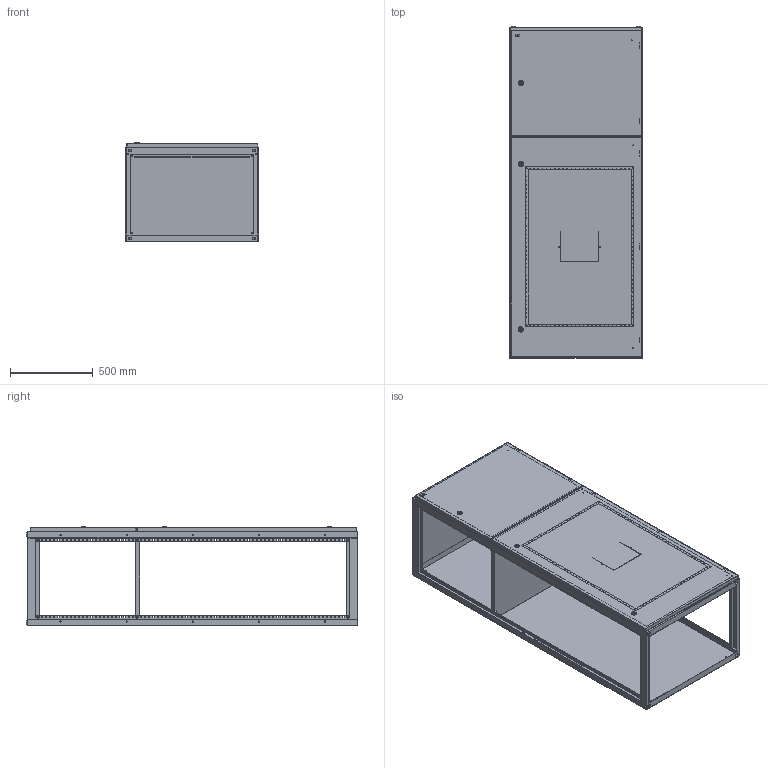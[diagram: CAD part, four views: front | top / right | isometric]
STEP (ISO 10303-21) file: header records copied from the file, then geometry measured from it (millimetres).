
FILE_DESCRIPTION (( 'STEP AP203' ), '1' );
FILE_NAME ('YKM51-2000-800-600-31 ÂÐÓ-2 ñáîðíûé êîðïóñ 2000õ800õ600 IP31 SMART.STEP', '2021-01-27T12:30:12', ( '' ), ( '' ), 'SwSTEP 2.0', 'SolidWorks 2017', '' );
FILE_SCHEMA (( 'CONFIG_CONTROL_DESIGN' ));
Length unit declared in the file: millimetre
Products named in the file (4): YKM51-2000-800-600-31 ÂÐÓ-2 ñáîðíûé êîðïóñ 2000õ800õ600 IP31 SMART; Êàðêàñ ÂÐÓ-2 2000õ800õ600; Äâåðü ó÷¸òíîãî îòñåêà 800 IP31; Äâåðü äëÿ ÂÐÓ-2 2000õ800 IP31
Assembly tree (3 placements, depth 2):
  YKM51-2000-800-600-31 ÂÐÓ-2 ñáîðíûé êîðïóñ 2000õ800õ600 IP31 SMART
    Êàðêàñ ÂÐÓ-2 2000õ800õ600
    Äâåðü äëÿ ÂÐÓ-2 2000õ800 IP31
    Äâåðü ó÷¸òíîãî îòñåêà 800 IP31
Bounding box: 800 x 2008 x 600.5 mm (x, y, z)
Volume: 8435242.9 mm3; surface area: 11163997.8 mm2
Topology: 47 solids, 51 shells, 3702 faces, 9645 edges, 6138 vertices
Faces by surface type: plane 2449, cylinder 813, cone 234, sphere 80, bspline 72, torus 54
Entity records: 116081 total; most frequent: CARTESIAN_POINT 23795, ORIENTED_EDGE 19098, DIRECTION 18083, EDGE_CURVE 9549, LINE 6959, VECTOR 6959, VERTEX_POINT 6138, AXIS2_PLACEMENT_3D 5562
